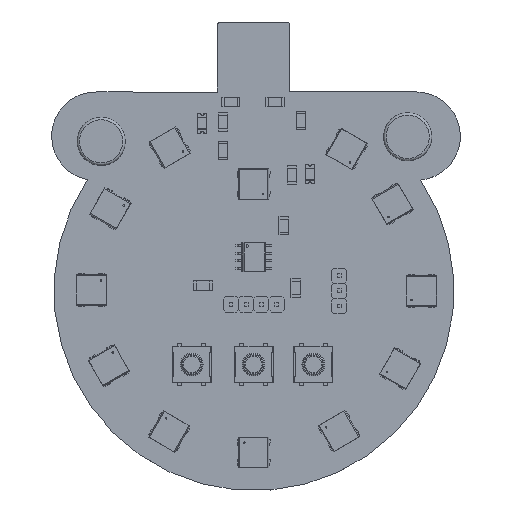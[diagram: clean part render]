
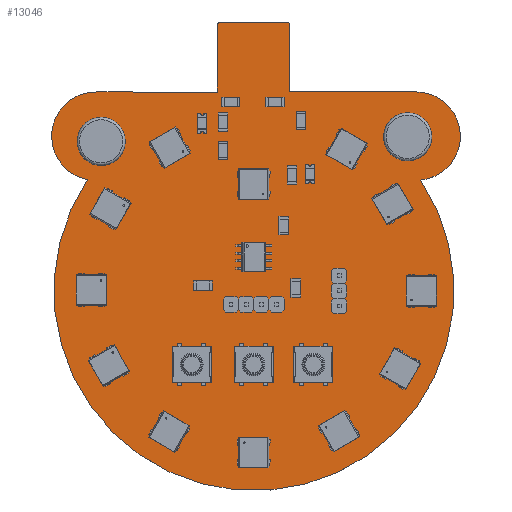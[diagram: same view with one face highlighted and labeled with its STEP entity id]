
A CAD part, top view. The second image highlights one B-rep face of the part: STEP entity #13046.
In plain terms, the highlighted planar face has unit normal (0, 0, 1).
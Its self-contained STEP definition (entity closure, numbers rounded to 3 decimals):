
#12759 = VERTEX_POINT('',#12760);
#12760 = CARTESIAN_POINT('',(102.277,-74.33,1.51));
#12766 = EDGE_CURVE('',#12759,#12767,#12769,.T.);
#12767 = VERTEX_POINT('',#12768);
#12768 = CARTESIAN_POINT('',(102.735,-74.841,1.51));
#12769 = CIRCLE('',#12770,0.46);
#12770 = AXIS2_PLACEMENT_3D('',#12771,#12772,#12773);
#12771 = CARTESIAN_POINT('',(102.278,-74.79,1.51));
#12772 = DIRECTION('',(0.,0.,-1.));
#12773 = DIRECTION('',(0.,1.,0.));
#12801 = VERTEX_POINT('',#12802);
#12802 = CARTESIAN_POINT('',(91.223,-74.33,1.51));
#12808 = EDGE_CURVE('',#12801,#12759,#12809,.T.);
#12809 = LINE('',#12810,#12811);
#12810 = CARTESIAN_POINT('',(91.223,-74.33,1.51));
#12811 = VECTOR('',#12812,1.);
#12812 = DIRECTION('',(1.,0.,0.));
#12830 = EDGE_CURVE('',#12767,#12831,#12833,.T.);
#12831 = VERTEX_POINT('',#12832);
#12832 = CARTESIAN_POINT('',(102.752,-85.973,1.51));
#12833 = LINE('',#12834,#12835);
#12834 = CARTESIAN_POINT('',(102.735,-74.841,1.51));
#12835 = VECTOR('',#12836,1.);
#12836 = DIRECTION('',(0.002,-1.,0.));
#13046 = ADVANCED_FACE('',(#13047,#13110,#13121,#13132,#13143,#13154,
    #13165,#13176,#13187,#13198,#13209,#13220),#13231,.T.);
#13047 = FACE_BOUND('',#13048,.T.);
#13048 = EDGE_LOOP('',(#13049,#13050,#13051,#13060,#13068,#13076,#13085,
    #13094,#13103,#13109));
#13049 = ORIENTED_EDGE('',*,*,#12766,.F.);
#13050 = ORIENTED_EDGE('',*,*,#12808,.F.);
#13051 = ORIENTED_EDGE('',*,*,#13052,.F.);
#13052 = EDGE_CURVE('',#13053,#12801,#13055,.T.);
#13053 = VERTEX_POINT('',#13054);
#13054 = CARTESIAN_POINT('',(90.712,-74.841,1.51));
#13055 = CIRCLE('',#13056,0.511);
#13056 = AXIS2_PLACEMENT_3D('',#13057,#13058,#13059);
#13057 = CARTESIAN_POINT('',(91.223,-74.841,1.51));
#13058 = DIRECTION('',(0.,0.,-1.));
#13059 = DIRECTION('',(-1.,0.,0.));
#13060 = ORIENTED_EDGE('',*,*,#13061,.F.);
#13061 = EDGE_CURVE('',#13062,#13053,#13064,.T.);
#13062 = VERTEX_POINT('',#13063);
#13063 = CARTESIAN_POINT('',(90.729,-86.,1.51));
#13064 = LINE('',#13065,#13066);
#13065 = CARTESIAN_POINT('',(90.729,-86.,1.51));
#13066 = VECTOR('',#13067,1.);
#13067 = DIRECTION('',(-0.002,1.,0.));
#13068 = ORIENTED_EDGE('',*,*,#13069,.F.);
#13069 = EDGE_CURVE('',#13070,#13062,#13072,.T.);
#13070 = VERTEX_POINT('',#13071);
#13071 = CARTESIAN_POINT('',(70.67,-85.986,1.51));
#13072 = LINE('',#13073,#13074);
#13073 = CARTESIAN_POINT('',(70.67,-85.986,1.51));
#13074 = VECTOR('',#13075,1.);
#13075 = DIRECTION('',(1.,-0.001,0.));
#13076 = ORIENTED_EDGE('',*,*,#13077,.F.);
#13077 = EDGE_CURVE('',#13078,#13070,#13080,.T.);
#13078 = VERTEX_POINT('',#13079);
#13079 = CARTESIAN_POINT('',(69.108,-100.577,1.51));
#13080 = CIRCLE('',#13081,7.362);
#13081 = AXIS2_PLACEMENT_3D('',#13082,#13083,#13084);
#13082 = CARTESIAN_POINT('',(70.485,-93.345,1.51));
#13083 = DIRECTION('',(0.,0.,-1.));
#13084 = DIRECTION('',(-0.187,-0.982,-0.));
#13085 = ORIENTED_EDGE('',*,*,#13086,.F.);
#13086 = EDGE_CURVE('',#13087,#13078,#13089,.T.);
#13087 = VERTEX_POINT('',#13088);
#13088 = CARTESIAN_POINT('',(124.61,-100.675,1.51));
#13089 = CIRCLE('',#13090,33.325);
#13090 = AXIS2_PLACEMENT_3D('',#13091,#13092,#13093);
#13091 = CARTESIAN_POINT('',(96.826,-119.076,1.51));
#13092 = DIRECTION('',(0.,0.,-1.));
#13093 = DIRECTION('',(0.834,0.552,0.));
#13094 = ORIENTED_EDGE('',*,*,#13095,.F.);
#13095 = EDGE_CURVE('',#13096,#13087,#13098,.T.);
#13096 = VERTEX_POINT('',#13097);
#13097 = CARTESIAN_POINT('',(123.777,-85.973,1.51));
#13098 = CIRCLE('',#13099,7.372);
#13099 = AXIS2_PLACEMENT_3D('',#13100,#13101,#13102);
#13100 = CARTESIAN_POINT('',(123.825,-93.345,1.51));
#13101 = DIRECTION('',(0.,0.,-1.));
#13102 = DIRECTION('',(-0.007,1.,-0.));
#13103 = ORIENTED_EDGE('',*,*,#13104,.F.);
#13104 = EDGE_CURVE('',#12831,#13096,#13105,.T.);
#13105 = LINE('',#13106,#13107);
#13106 = CARTESIAN_POINT('',(102.752,-85.973,1.51));
#13107 = VECTOR('',#13108,1.);
#13108 = DIRECTION('',(1.,0.,0.));
#13109 = ORIENTED_EDGE('',*,*,#12830,.F.);
#13110 = FACE_BOUND('',#13111,.T.);
#13111 = EDGE_LOOP('',(#13112));
#13112 = ORIENTED_EDGE('',*,*,#13113,.T.);
#13113 = EDGE_CURVE('',#13114,#13114,#13116,.T.);
#13114 = VERTEX_POINT('',#13115);
#13115 = CARTESIAN_POINT('',(92.97,-122.07,1.51));
#13116 = CIRCLE('',#13117,0.7);
#13117 = AXIS2_PLACEMENT_3D('',#13118,#13119,#13120);
#13118 = CARTESIAN_POINT('',(92.97,-121.37,1.51));
#13119 = DIRECTION('',(-0.,0.,-1.));
#13120 = DIRECTION('',(-0.,-1.,0.));
#13121 = FACE_BOUND('',#13122,.T.);
#13122 = EDGE_LOOP('',(#13123));
#13123 = ORIENTED_EDGE('',*,*,#13124,.T.);
#13124 = EDGE_CURVE('',#13125,#13125,#13127,.T.);
#13125 = VERTEX_POINT('',#13126);
#13126 = CARTESIAN_POINT('',(95.51,-122.07,1.51));
#13127 = CIRCLE('',#13128,0.7);
#13128 = AXIS2_PLACEMENT_3D('',#13129,#13130,#13131);
#13129 = CARTESIAN_POINT('',(95.51,-121.37,1.51));
#13130 = DIRECTION('',(-0.,0.,-1.));
#13131 = DIRECTION('',(0.,-1.,-0.));
#13132 = FACE_BOUND('',#13133,.T.);
#13133 = EDGE_LOOP('',(#13134));
#13134 = ORIENTED_EDGE('',*,*,#13135,.T.);
#13135 = EDGE_CURVE('',#13136,#13136,#13138,.T.);
#13136 = VERTEX_POINT('',#13137);
#13137 = CARTESIAN_POINT('',(98.05,-122.07,1.51));
#13138 = CIRCLE('',#13139,0.7);
#13139 = AXIS2_PLACEMENT_3D('',#13140,#13141,#13142);
#13140 = CARTESIAN_POINT('',(98.05,-121.37,1.51));
#13141 = DIRECTION('',(-0.,0.,-1.));
#13142 = DIRECTION('',(-0.,-1.,0.));
#13143 = FACE_BOUND('',#13144,.T.);
#13144 = EDGE_LOOP('',(#13145));
#13145 = ORIENTED_EDGE('',*,*,#13146,.T.);
#13146 = EDGE_CURVE('',#13147,#13147,#13149,.T.);
#13147 = VERTEX_POINT('',#13148);
#13148 = CARTESIAN_POINT('',(100.59,-122.07,1.51));
#13149 = CIRCLE('',#13150,0.7);
#13150 = AXIS2_PLACEMENT_3D('',#13151,#13152,#13153);
#13151 = CARTESIAN_POINT('',(100.59,-121.37,1.51));
#13152 = DIRECTION('',(-0.,0.,-1.));
#13153 = DIRECTION('',(-0.,-1.,0.));
#13154 = FACE_BOUND('',#13155,.T.);
#13155 = EDGE_LOOP('',(#13156));
#13156 = ORIENTED_EDGE('',*,*,#13157,.T.);
#13157 = EDGE_CURVE('',#13158,#13158,#13160,.T.);
#13158 = VERTEX_POINT('',#13159);
#13159 = CARTESIAN_POINT('',(110.998,-122.366,1.51));
#13160 = CIRCLE('',#13161,0.7);
#13161 = AXIS2_PLACEMENT_3D('',#13162,#13163,#13164);
#13162 = CARTESIAN_POINT('',(110.998,-121.666,1.51));
#13163 = DIRECTION('',(-0.,0.,-1.));
#13164 = DIRECTION('',(0.,-1.,-0.));
#13165 = FACE_BOUND('',#13166,.T.);
#13166 = EDGE_LOOP('',(#13167));
#13167 = ORIENTED_EDGE('',*,*,#13168,.T.);
#13168 = EDGE_CURVE('',#13169,#13169,#13171,.T.);
#13169 = VERTEX_POINT('',#13170);
#13170 = CARTESIAN_POINT('',(110.998,-119.826,1.51));
#13171 = CIRCLE('',#13172,0.7);
#13172 = AXIS2_PLACEMENT_3D('',#13173,#13174,#13175);
#13173 = CARTESIAN_POINT('',(110.998,-119.126,1.51));
#13174 = DIRECTION('',(-0.,0.,-1.));
#13175 = DIRECTION('',(0.,-1.,-0.));
#13176 = FACE_BOUND('',#13177,.T.);
#13177 = EDGE_LOOP('',(#13178));
#13178 = ORIENTED_EDGE('',*,*,#13179,.T.);
#13179 = EDGE_CURVE('',#13180,#13180,#13182,.T.);
#13180 = VERTEX_POINT('',#13181);
#13181 = CARTESIAN_POINT('',(110.998,-117.286,1.51));
#13182 = CIRCLE('',#13183,0.7);
#13183 = AXIS2_PLACEMENT_3D('',#13184,#13185,#13186);
#13184 = CARTESIAN_POINT('',(110.998,-116.586,1.51));
#13185 = DIRECTION('',(-0.,0.,-1.));
#13186 = DIRECTION('',(0.,-1.,-0.));
#13187 = FACE_BOUND('',#13188,.T.);
#13188 = EDGE_LOOP('',(#13189));
#13189 = ORIENTED_EDGE('',*,*,#13190,.T.);
#13190 = EDGE_CURVE('',#13191,#13191,#13193,.T.);
#13191 = VERTEX_POINT('',#13192);
#13192 = CARTESIAN_POINT('',(72.249,-96.15,1.51));
#13193 = CIRCLE('',#13194,0.4);
#13194 = AXIS2_PLACEMENT_3D('',#13195,#13196,#13197);
#13195 = CARTESIAN_POINT('',(72.249,-95.75,1.51));
#13196 = DIRECTION('',(-0.,0.,-1.));
#13197 = DIRECTION('',(-0.,-1.,0.));
#13198 = FACE_BOUND('',#13199,.T.);
#13199 = EDGE_LOOP('',(#13200));
#13200 = ORIENTED_EDGE('',*,*,#13201,.T.);
#13201 = EDGE_CURVE('',#13202,#13202,#13204,.T.);
#13202 = VERTEX_POINT('',#13203);
#13203 = CARTESIAN_POINT('',(70.499,-93.118,1.51));
#13204 = CIRCLE('',#13205,0.4);
#13205 = AXIS2_PLACEMENT_3D('',#13206,#13207,#13208);
#13206 = CARTESIAN_POINT('',(70.499,-92.718,1.51));
#13207 = DIRECTION('',(-0.,0.,-1.));
#13208 = DIRECTION('',(-0.,-1.,0.));
#13209 = FACE_BOUND('',#13210,.T.);
#13210 = EDGE_LOOP('',(#13211));
#13211 = ORIENTED_EDGE('',*,*,#13212,.T.);
#13212 = EDGE_CURVE('',#13213,#13213,#13215,.T.);
#13213 = VERTEX_POINT('',#13214);
#13214 = CARTESIAN_POINT('',(121.553,-95.388,1.51));
#13215 = CIRCLE('',#13216,0.4);
#13216 = AXIS2_PLACEMENT_3D('',#13217,#13218,#13219);
#13217 = CARTESIAN_POINT('',(121.553,-94.988,1.51));
#13218 = DIRECTION('',(-0.,0.,-1.));
#13219 = DIRECTION('',(-0.,-1.,0.));
#13220 = FACE_BOUND('',#13221,.T.);
#13221 = EDGE_LOOP('',(#13222));
#13222 = ORIENTED_EDGE('',*,*,#13223,.T.);
#13223 = EDGE_CURVE('',#13224,#13224,#13226,.T.);
#13224 = VERTEX_POINT('',#13225);
#13225 = CARTESIAN_POINT('',(123.303,-92.356,1.51));
#13226 = CIRCLE('',#13227,0.4);
#13227 = AXIS2_PLACEMENT_3D('',#13228,#13229,#13230);
#13228 = CARTESIAN_POINT('',(123.303,-91.956,1.51));
#13229 = DIRECTION('',(-0.,0.,-1.));
#13230 = DIRECTION('',(-0.,-1.,0.));
#13231 = PLANE('',#13232);
#13232 = AXIS2_PLACEMENT_3D('',#13233,#13234,#13235);
#13233 = CARTESIAN_POINT('',(0.,0.,1.51));
#13234 = DIRECTION('',(0.,0.,1.));
#13235 = DIRECTION('',(1.,0.,-0.));
